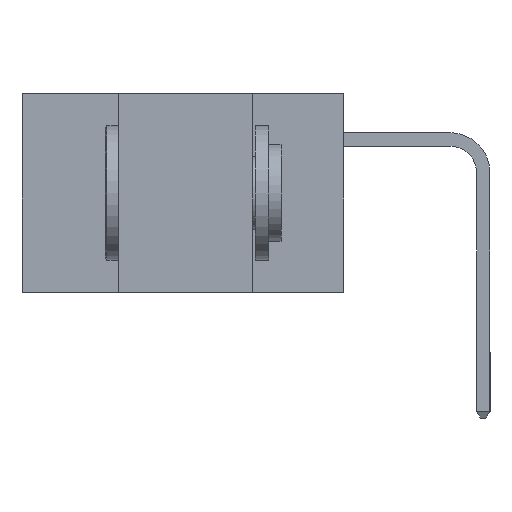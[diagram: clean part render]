
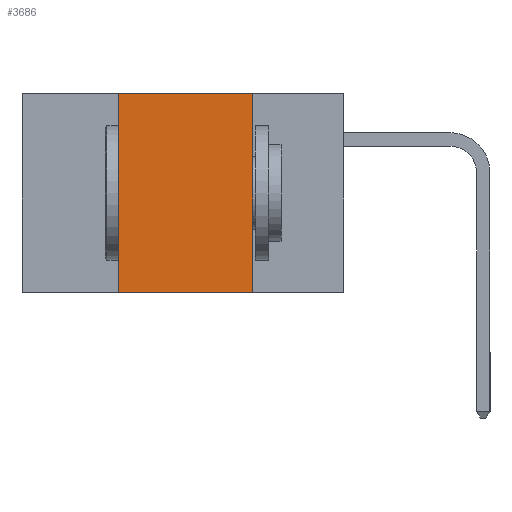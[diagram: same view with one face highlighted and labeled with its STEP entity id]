
A CAD part, left-side view. The second image highlights one B-rep face of the part: STEP entity #3686.
In plain terms, the highlighted planar face has unit normal (-1, 0, 0).
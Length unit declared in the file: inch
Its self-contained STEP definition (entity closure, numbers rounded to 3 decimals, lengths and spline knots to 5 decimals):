
#788 = ORIENTED_EDGE ( 'NONE', *, *, #22756, .T. ) ;
#1672 = EDGE_CURVE ( 'NONE', #12915, #10459, #11299, .T. ) ;
#2463 = AXIS2_PLACEMENT_3D ( 'NONE', #16050, #23547, #6607 ) ;
#2823 = ORIENTED_EDGE ( 'NONE', *, *, #19176, .F. ) ;
#3686 = ADVANCED_FACE ( 'NONE', ( #12116 ), #23659, .F. ) ;
#3772 = CARTESIAN_POINT ( 'NONE',  ( 0., 0.6, 0. ) ) ;
#4543 = LINE ( 'NONE', #6244, #4680 ) ;
#4548 = ORIENTED_EDGE ( 'NONE', *, *, #14989, .F. ) ;
#4680 = VECTOR ( 'NONE', #15820, 39.37008 ) ;
#4790 = CARTESIAN_POINT ( 'NONE',  ( 0., 0.42, -0.37 ) ) ;
#4793 = CARTESIAN_POINT ( 'NONE',  ( 0., 0.42, -0.37 ) ) ;
#5280 = VECTOR ( 'NONE', #15303, 39.37008 ) ;
#6244 = CARTESIAN_POINT ( 'NONE',  ( 0., 0.6, -0.37 ) ) ;
#6607 = DIRECTION ( 'NONE',  ( 0., 0., -1. ) ) ;
#7794 = LINE ( 'NONE', #3772, #5280 ) ;
#10459 = VERTEX_POINT ( 'NONE', #23496 ) ;
#11299 = LINE ( 'NONE', #18786, #12508 ) ;
#12116 = FACE_OUTER_BOUND ( 'NONE', #19110, .T. ) ;
#12260 = DIRECTION ( 'NONE',  ( 0., 0., 1. ) ) ;
#12508 = VECTOR ( 'NONE', #22600, 39.37008 ) ;
#12915 = VERTEX_POINT ( 'NONE', #21909 ) ;
#14989 = EDGE_CURVE ( 'NONE', #21842, #12915, #7794, .T. ) ;
#15303 = DIRECTION ( 'NONE',  ( 0., -1., 0. ) ) ;
#15537 = VECTOR ( 'NONE', #12260, 39.37008 ) ;
#15820 = DIRECTION ( 'NONE',  ( 0., -1., 0. ) ) ;
#15988 = CARTESIAN_POINT ( 'NONE',  ( 0., 0.42, 0. ) ) ;
#16050 = CARTESIAN_POINT ( 'NONE',  ( 0., 0.6, 0. ) ) ;
#17751 = VERTEX_POINT ( 'NONE', #4790 ) ;
#18786 = CARTESIAN_POINT ( 'NONE',  ( 0., 0.17, -0.37 ) ) ;
#19110 = EDGE_LOOP ( 'NONE', ( #20308, #4548, #2823, #788 ) ) ;
#19176 = EDGE_CURVE ( 'NONE', #17751, #21842, #23445, .T. ) ;
#20308 = ORIENTED_EDGE ( 'NONE', *, *, #1672, .F. ) ;
#21842 = VERTEX_POINT ( 'NONE', #15988 ) ;
#21909 = CARTESIAN_POINT ( 'NONE',  ( 0., 0.17, 0. ) ) ;
#22600 = DIRECTION ( 'NONE',  ( 0., 0., -1. ) ) ;
#22756 = EDGE_CURVE ( 'NONE', #17751, #10459, #4543, .T. ) ;
#23445 = LINE ( 'NONE', #4793, #15537 ) ;
#23496 = CARTESIAN_POINT ( 'NONE',  ( 0., 0.17, -0.37 ) ) ;
#23547 = DIRECTION ( 'NONE',  ( 1., 0., 0. ) ) ;
#23659 = PLANE ( 'NONE',  #2463 ) ;
